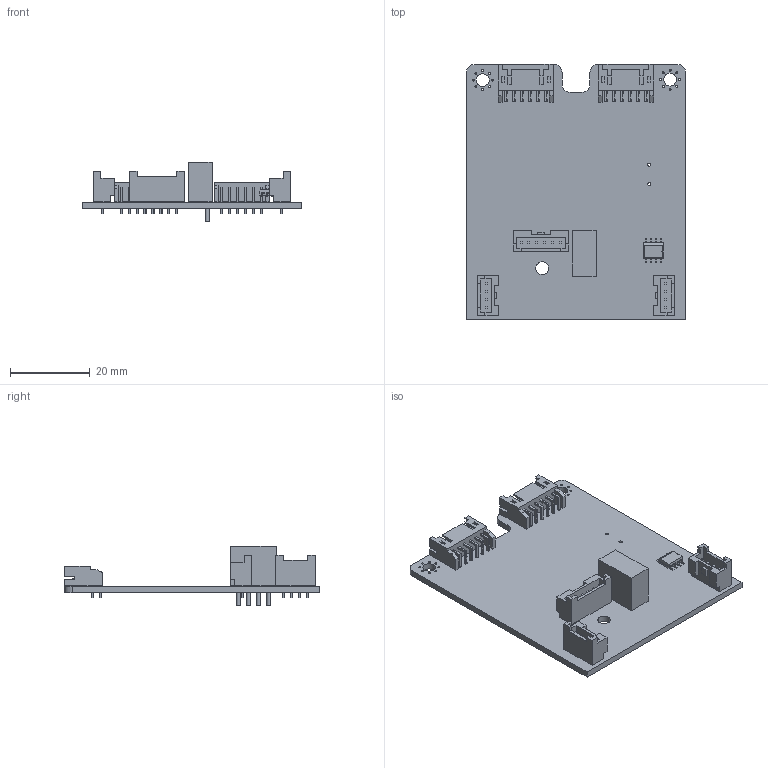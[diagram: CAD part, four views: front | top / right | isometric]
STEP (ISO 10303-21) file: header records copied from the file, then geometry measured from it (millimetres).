
FILE_DESCRIPTION(('KiCad electronic assembly'),'2;1');
FILE_NAME('ACC_TEMP.step','2019-03-01T23:23:06',('An Author'),( 'A Company'),'Open CASCADE STEP processor 6.9', 'KiCad to STEP converter','Unknown');
FILE_SCHEMA(('AUTOMOTIVE_DESIGN { 1 0 10303 214 1 1 1 1 }'));
Length unit declared in the file: millimetre
Products named in the file (12): Open CASCADE STEP translator 6.9 1; RFM-0505S; COMPOUND; sop8; S12B-PHDSS; SOLID; B06B-PASK; B04B-PASK
Assembly tree (13 placements, depth 3):
  Open CASCADE STEP translator 6.9 1
    RFM-0505S
      COMPOUND
    sop8
      COMPOUND
    S12B-PHDSS  x2
      SOLID
    B06B-PASK
      SOLID
    B04B-PASK  x2
      SOLID
    COMPOUND
Bounding box: 55 x 64 x 15 mm (x, y, z)
Volume: 7369.5 mm3; surface area: 11372.9 mm2
Topology: 32 solids, 32 shells, 944 faces, 2359 edges, 1558 vertices
Faces by surface type: plane 824, cylinder 120
Full cylindrical faces by diameter (mm): 0.5 x16, 0.762 x38, 0.8 x2, 0.95 x16, 1.1 x4, 3.2 x3
Entity records: 44938 total; most frequent: CARTESIAN_POINT 6910, DIRECTION 6560, LINE 4489, VECTOR 4489, ORIENTED_EDGE 3314, PCURVE 3314, DEFINITIONAL_REPRESENTATION 3314, EDGE_CURVE 1657
